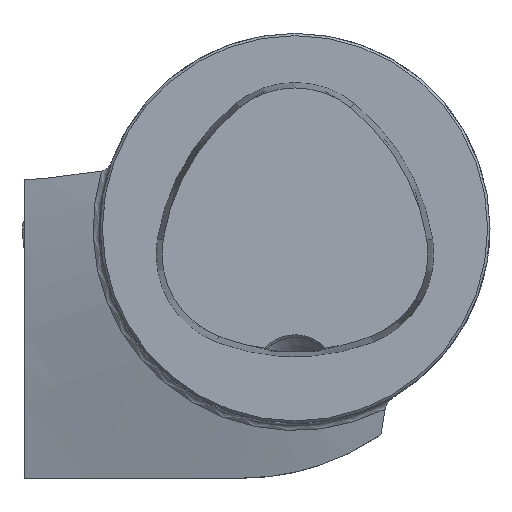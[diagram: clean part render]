
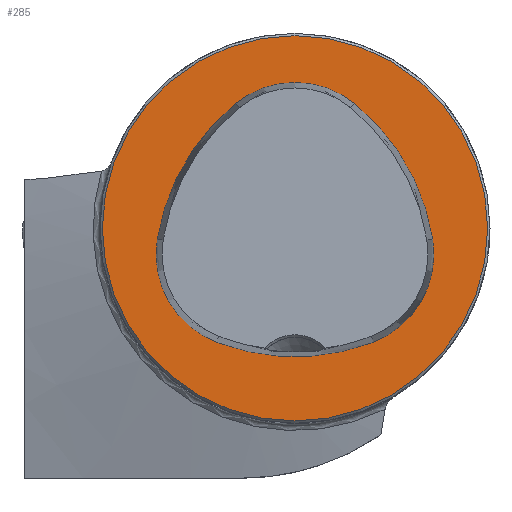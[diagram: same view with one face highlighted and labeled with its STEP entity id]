
A CAD part, top view. The second image highlights one B-rep face of the part: STEP entity #285.
In plain terms, the highlighted planar face has unit normal (0, 0, 1).
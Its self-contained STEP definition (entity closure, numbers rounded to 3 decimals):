
#125=FACE_BOUND('',#570,.T.);
#126=FACE_BOUND('',#571,.T.);
#235=CIRCLE('',#2341,28.075);
#237=CIRCLE('',#2344,28.075);
#238=CIRCLE('',#2345,12.075);
#239=CIRCLE('',#2346,28.075);
#240=CIRCLE('',#2347,12.075);
#241=CIRCLE('',#2348,12.075);
#242=CIRCLE('',#2349,24.7);
#285=ADVANCED_FACE('CU_E_LO_SU_1',(#125,#126),#392,.T.);
#392=PLANE('',#2350);
#570=EDGE_LOOP('',(#924,#925,#926,#927,#928,#929));
#571=EDGE_LOOP('',(#930));
#924=ORIENTED_EDGE('',*,*,#1709,.F.);
#925=ORIENTED_EDGE('',*,*,#1710,.F.);
#926=ORIENTED_EDGE('',*,*,#1711,.F.);
#927=ORIENTED_EDGE('',*,*,#1712,.F.);
#928=ORIENTED_EDGE('',*,*,#1706,.F.);
#929=ORIENTED_EDGE('',*,*,#1713,.F.);
#930=ORIENTED_EDGE('',*,*,#1714,.T.);
#1480=VERTEX_POINT('',#3775);
#1481=VERTEX_POINT('',#3777);
#1483=VERTEX_POINT('',#3783);
#1484=VERTEX_POINT('',#3784);
#1485=VERTEX_POINT('',#3786);
#1486=VERTEX_POINT('',#3788);
#1487=VERTEX_POINT('',#3792);
#1706=EDGE_CURVE('',#1480,#1481,#235,.T.);
#1709=EDGE_CURVE('',#1483,#1484,#237,.T.);
#1710=EDGE_CURVE('',#1485,#1483,#238,.T.);
#1711=EDGE_CURVE('',#1486,#1485,#239,.T.);
#1712=EDGE_CURVE('',#1481,#1486,#240,.T.);
#1713=EDGE_CURVE('',#1484,#1480,#241,.T.);
#1714=EDGE_CURVE('',#1487,#1487,#242,.T.);
#2341=AXIS2_PLACEMENT_3D('',#3776,#2660,#2661);
#2344=AXIS2_PLACEMENT_3D('',#3782,#2667,#2668);
#2345=AXIS2_PLACEMENT_3D('',#3785,#2669,#2670);
#2346=AXIS2_PLACEMENT_3D('',#3787,#2671,#2672);
#2347=AXIS2_PLACEMENT_3D('',#3789,#2673,#2674);
#2348=AXIS2_PLACEMENT_3D('',#3790,#2675,#2676);
#2349=AXIS2_PLACEMENT_3D('',#3791,#2677,#2678);
#2350=AXIS2_PLACEMENT_3D('',#3793,#2679,#2680);
#2660=DIRECTION('',(0.,0.,1.));
#2661=DIRECTION('',(1.,0.,0.));
#2667=DIRECTION('',(0.,0.,1.));
#2668=DIRECTION('',(1.,0.,0.));
#2669=DIRECTION('',(0.,0.,1.));
#2670=DIRECTION('',(1.,0.,0.));
#2671=DIRECTION('',(0.,0.,1.));
#2672=DIRECTION('',(1.,0.,0.));
#2673=DIRECTION('',(0.,0.,1.));
#2674=DIRECTION('',(1.,0.,0.));
#2675=DIRECTION('',(0.,0.,1.));
#2676=DIRECTION('',(1.,0.,0.));
#2677=DIRECTION('',(0.,0.,1.));
#2678=DIRECTION('',(1.,0.,0.));
#2679=DIRECTION('',(0.,0.,1.));
#2680=DIRECTION('',(1.,0.,0.));
#3775=CARTESIAN_POINT('',(-10.05,-14.595,0.));
#3776=CARTESIAN_POINT('',(0.,11.62,0.));
#3777=CARTESIAN_POINT('',(10.05,-14.595,0.));
#3782=CARTESIAN_POINT('',(10.078,-5.807,0.));
#3783=CARTESIAN_POINT('',(-7.606,15.999,0.));
#3784=CARTESIAN_POINT('',(-17.656,-1.443,0.));
#3785=CARTESIAN_POINT('',(0.,6.62,0.));
#3786=CARTESIAN_POINT('',(7.606,15.999,0.));
#3787=CARTESIAN_POINT('',(-10.078,-5.807,0.));
#3788=CARTESIAN_POINT('',(17.656,-1.443,0.));
#3789=CARTESIAN_POINT('',(5.727,-3.32,0.));
#3790=CARTESIAN_POINT('',(-5.727,-3.32,0.));
#3791=CARTESIAN_POINT('',(0.,0.,0.));
#3792=CARTESIAN_POINT('',(24.7,0.,0.));
#3793=CARTESIAN_POINT('',(0.,0.,0.));
